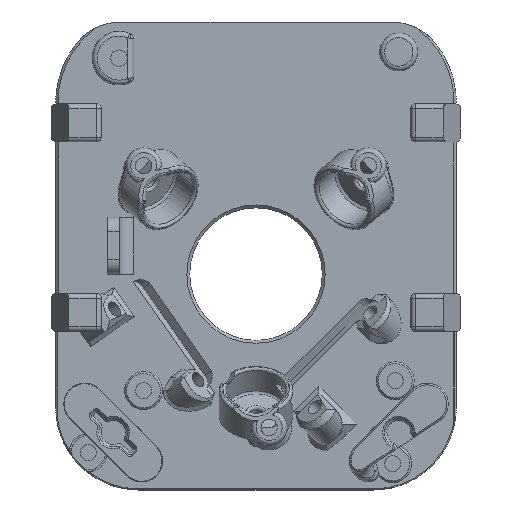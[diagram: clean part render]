
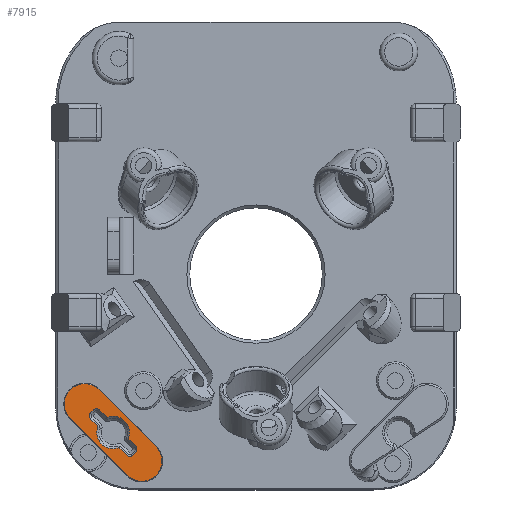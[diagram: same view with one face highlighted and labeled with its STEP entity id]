
A CAD part, top view. The second image highlights one B-rep face of the part: STEP entity #7915.
In plain terms, the highlighted planar face has unit normal (0, 0, 1).
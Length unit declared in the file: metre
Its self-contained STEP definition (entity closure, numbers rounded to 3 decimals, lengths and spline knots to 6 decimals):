
#178=LINE('',#11895,#663);
#179=LINE('',#11899,#664);
#180=LINE('',#11903,#665);
#181=LINE('',#11911,#666);
#182=LINE('',#11915,#667);
#183=LINE('',#11919,#668);
#184=LINE('',#11920,#669);
#185=LINE('',#11925,#670);
#663=VECTOR('',#9443,1.);
#664=VECTOR('',#9446,1.);
#665=VECTOR('',#9449,1.);
#666=VECTOR('',#9456,1.);
#667=VECTOR('',#9459,1.);
#668=VECTOR('',#9462,1.);
#669=VECTOR('',#9463,1.);
#670=VECTOR('',#9466,1.);
#1144=PLANE('',#8447);
#1577=CIRCLE('',#8448,0.0003);
#1578=CIRCLE('',#8449,0.00345);
#1579=CIRCLE('',#8450,0.0003);
#1580=CIRCLE('',#8451,0.001);
#1581=CIRCLE('',#8452,0.001);
#1582=CIRCLE('',#8453,0.0003);
#1583=CIRCLE('',#8454,0.00345);
#1584=CIRCLE('',#8455,0.0003);
#1585=CIRCLE('',#8456,0.001);
#1586=CIRCLE('',#8457,0.001);
#1587=CIRCLE('',#8458,0.0043);
#1588=CIRCLE('',#8459,0.0043);
#1965=ORIENTED_EDGE('',*,*,#4401,.T.);
#1966=ORIENTED_EDGE('',*,*,#4402,.T.);
#1967=ORIENTED_EDGE('',*,*,#4403,.T.);
#1968=ORIENTED_EDGE('',*,*,#4404,.T.);
#1969=ORIENTED_EDGE('',*,*,#4405,.T.);
#1970=ORIENTED_EDGE('',*,*,#4406,.T.);
#1971=ORIENTED_EDGE('',*,*,#4407,.T.);
#1972=ORIENTED_EDGE('',*,*,#4408,.T.);
#1973=ORIENTED_EDGE('',*,*,#4409,.T.);
#1974=ORIENTED_EDGE('',*,*,#4410,.T.);
#1975=ORIENTED_EDGE('',*,*,#4411,.T.);
#1976=ORIENTED_EDGE('',*,*,#4412,.T.);
#1977=ORIENTED_EDGE('',*,*,#4413,.T.);
#1978=ORIENTED_EDGE('',*,*,#4414,.T.);
#1979=ORIENTED_EDGE('',*,*,#4415,.T.);
#1980=ORIENTED_EDGE('',*,*,#4416,.T.);
#1981=ORIENTED_EDGE('',*,*,#4417,.T.);
#1982=ORIENTED_EDGE('',*,*,#4418,.T.);
#1983=ORIENTED_EDGE('',*,*,#4419,.T.);
#1984=ORIENTED_EDGE('',*,*,#4420,.T.);
#4401=EDGE_CURVE('',#5619,#5620,#1577,.T.);
#4402=EDGE_CURVE('',#5620,#5621,#1578,.F.);
#4403=EDGE_CURVE('',#5621,#5622,#1579,.T.);
#4404=EDGE_CURVE('',#5622,#5623,#178,.T.);
#4405=EDGE_CURVE('',#5623,#5624,#1580,.F.);
#4406=EDGE_CURVE('',#5624,#5625,#179,.T.);
#4407=EDGE_CURVE('',#5625,#5626,#1581,.F.);
#4408=EDGE_CURVE('',#5626,#5627,#180,.T.);
#4409=EDGE_CURVE('',#5627,#5628,#1582,.T.);
#4410=EDGE_CURVE('',#5628,#5629,#1583,.F.);
#4411=EDGE_CURVE('',#5629,#5630,#1584,.T.);
#4412=EDGE_CURVE('',#5630,#5631,#181,.T.);
#4413=EDGE_CURVE('',#5631,#5632,#1585,.F.);
#4414=EDGE_CURVE('',#5632,#5633,#182,.T.);
#4415=EDGE_CURVE('',#5633,#5634,#1586,.F.);
#4416=EDGE_CURVE('',#5634,#5619,#183,.T.);
#4417=EDGE_CURVE('',#5635,#5636,#184,.F.);
#4418=EDGE_CURVE('',#5636,#5637,#1587,.T.);
#4419=EDGE_CURVE('',#5637,#5638,#185,.F.);
#4420=EDGE_CURVE('',#5638,#5635,#1588,.T.);
#5619=VERTEX_POINT('',#11889);
#5620=VERTEX_POINT('',#11890);
#5621=VERTEX_POINT('',#11892);
#5622=VERTEX_POINT('',#11894);
#5623=VERTEX_POINT('',#11896);
#5624=VERTEX_POINT('',#11898);
#5625=VERTEX_POINT('',#11900);
#5626=VERTEX_POINT('',#11902);
#5627=VERTEX_POINT('',#11904);
#5628=VERTEX_POINT('',#11906);
#5629=VERTEX_POINT('',#11908);
#5630=VERTEX_POINT('',#11910);
#5631=VERTEX_POINT('',#11912);
#5632=VERTEX_POINT('',#11914);
#5633=VERTEX_POINT('',#11916);
#5634=VERTEX_POINT('',#11918);
#5635=VERTEX_POINT('',#11921);
#5636=VERTEX_POINT('',#11922);
#5637=VERTEX_POINT('',#11924);
#5638=VERTEX_POINT('',#11926);
#6532=EDGE_LOOP('',(#1965,#1966,#1967,#1968,#1969,#1970,#1971,#1972,#1973,
#1974,#1975,#1976,#1977,#1978,#1979,#1980));
#6533=EDGE_LOOP('',(#1981,#1982,#1983,#1984));
#7148=FACE_BOUND('',#6532,.T.);
#7149=FACE_BOUND('',#6533,.T.);
#7915=ADVANCED_FACE('',(#7148,#7149),#1144,.T.);
#8447=AXIS2_PLACEMENT_3D('',#11887,#9435,#9436);
#8448=AXIS2_PLACEMENT_3D('',#11888,#9437,#9438);
#8449=AXIS2_PLACEMENT_3D('',#11891,#9439,#9440);
#8450=AXIS2_PLACEMENT_3D('',#11893,#9441,#9442);
#8451=AXIS2_PLACEMENT_3D('',#11897,#9444,#9445);
#8452=AXIS2_PLACEMENT_3D('',#11901,#9447,#9448);
#8453=AXIS2_PLACEMENT_3D('',#11905,#9450,#9451);
#8454=AXIS2_PLACEMENT_3D('',#11907,#9452,#9453);
#8455=AXIS2_PLACEMENT_3D('',#11909,#9454,#9455);
#8456=AXIS2_PLACEMENT_3D('',#11913,#9457,#9458);
#8457=AXIS2_PLACEMENT_3D('',#11917,#9460,#9461);
#8458=AXIS2_PLACEMENT_3D('',#11923,#9464,#9465);
#8459=AXIS2_PLACEMENT_3D('',#11927,#9467,#9468);
#9435=DIRECTION('',(0.,0.,1.));
#9436=DIRECTION('',(1.,0.,0.));
#9437=DIRECTION('',(0.,0.,1.));
#9438=DIRECTION('',(1.,0.,0.));
#9439=DIRECTION('',(0.,0.,1.));
#9440=DIRECTION('',(1.,0.,0.));
#9441=DIRECTION('',(0.,0.,1.));
#9442=DIRECTION('',(1.,0.,0.));
#9443=DIRECTION('',(-0.707,0.707,0.));
#9444=DIRECTION('',(0.,0.,1.));
#9445=DIRECTION('',(1.,0.,0.));
#9446=DIRECTION('',(0.707,0.707,0.));
#9447=DIRECTION('',(0.,0.,1.));
#9448=DIRECTION('',(1.,0.,0.));
#9449=DIRECTION('',(0.707,-0.707,0.));
#9450=DIRECTION('',(0.,0.,1.));
#9451=DIRECTION('',(1.,0.,0.));
#9452=DIRECTION('',(0.,0.,1.));
#9453=DIRECTION('',(1.,0.,0.));
#9454=DIRECTION('',(0.,0.,1.));
#9455=DIRECTION('',(1.,0.,0.));
#9456=DIRECTION('',(0.707,-0.707,0.));
#9457=DIRECTION('',(0.,0.,1.));
#9458=DIRECTION('',(1.,0.,0.));
#9459=DIRECTION('',(-0.707,-0.707,0.));
#9460=DIRECTION('',(0.,0.,1.));
#9461=DIRECTION('',(1.,0.,0.));
#9462=DIRECTION('',(-0.707,0.707,0.));
#9463=DIRECTION('',(0.707,-0.707,0.));
#9464=DIRECTION('',(0.,0.,1.));
#9465=DIRECTION('',(1.,0.,0.));
#9466=DIRECTION('',(-0.707,0.707,0.));
#9467=DIRECTION('',(0.,0.,1.));
#9468=DIRECTION('',(1.,0.,0.));
#11887=CARTESIAN_POINT('',(-0.030168,-0.040381,0.0086));
#11888=CARTESIAN_POINT('',(-0.028953,-0.043929,0.0086));
#11889=CARTESIAN_POINT('',(-0.028741,-0.043717,0.0086));
#11890=CARTESIAN_POINT('',(-0.02905,-0.043645,0.0086));
#11891=CARTESIAN_POINT('',(-0.030168,-0.040381,0.0086));
#11892=CARTESIAN_POINT('',(-0.033432,-0.039263,0.0086));
#11893=CARTESIAN_POINT('',(-0.033715,-0.039166,0.0086));
#11894=CARTESIAN_POINT('',(-0.033503,-0.038954,0.0086));
#11895=CARTESIAN_POINT('',(-0.034905,-0.037552,0.0086));
#11896=CARTESIAN_POINT('',(-0.034905,-0.037552,0.0086));
#11897=CARTESIAN_POINT('',(-0.034198,-0.036845,0.0086));
#11898=CARTESIAN_POINT('',(-0.034905,-0.036138,0.0086));
#11899=CARTESIAN_POINT('',(-0.034658,-0.035891,0.0086));
#11900=CARTESIAN_POINT('',(-0.03441,-0.035643,0.0086));
#11901=CARTESIAN_POINT('',(-0.033703,-0.03635,0.0086));
#11902=CARTESIAN_POINT('',(-0.032996,-0.035643,0.0086));
#11903=CARTESIAN_POINT('',(-0.029213,-0.039426,0.0086));
#11904=CARTESIAN_POINT('',(-0.031594,-0.037045,0.0086));
#11905=CARTESIAN_POINT('',(-0.031382,-0.036833,0.0086));
#11906=CARTESIAN_POINT('',(-0.031285,-0.037117,0.0086));
#11907=CARTESIAN_POINT('',(-0.030168,-0.040381,0.0086));
#11908=CARTESIAN_POINT('',(-0.026904,-0.041498,0.0086));
#11909=CARTESIAN_POINT('',(-0.02662,-0.041595,0.0086));
#11910=CARTESIAN_POINT('',(-0.026832,-0.041807,0.0086));
#11911=CARTESIAN_POINT('',(-0.02543,-0.043209,0.0086));
#11912=CARTESIAN_POINT('',(-0.02543,-0.043209,0.0086));
#11913=CARTESIAN_POINT('',(-0.026137,-0.043916,0.0086));
#11914=CARTESIAN_POINT('',(-0.02543,-0.044623,0.0086));
#11915=CARTESIAN_POINT('',(-0.025677,-0.044871,0.0086));
#11916=CARTESIAN_POINT('',(-0.025925,-0.045118,0.0086));
#11917=CARTESIAN_POINT('',(-0.026632,-0.044411,0.0086));
#11918=CARTESIAN_POINT('',(-0.027339,-0.045118,0.0086));
#11919=CARTESIAN_POINT('',(-0.031122,-0.041335,0.0086));
#11920=CARTESIAN_POINT('',(-0.027127,-0.03734,0.0086));
#11921=CARTESIAN_POINT('',(-0.021104,-0.043364,0.0086));
#11922=CARTESIAN_POINT('',(-0.033151,-0.031317,0.0086));
#11923=CARTESIAN_POINT('',(-0.036191,-0.034357,0.0086));
#11924=CARTESIAN_POINT('',(-0.039232,-0.037398,0.0086));
#11925=CARTESIAN_POINT('',(-0.033208,-0.043421,0.0086));
#11926=CARTESIAN_POINT('',(-0.027185,-0.049445,0.0086));
#11927=CARTESIAN_POINT('',(-0.024144,-0.046404,0.0086));
